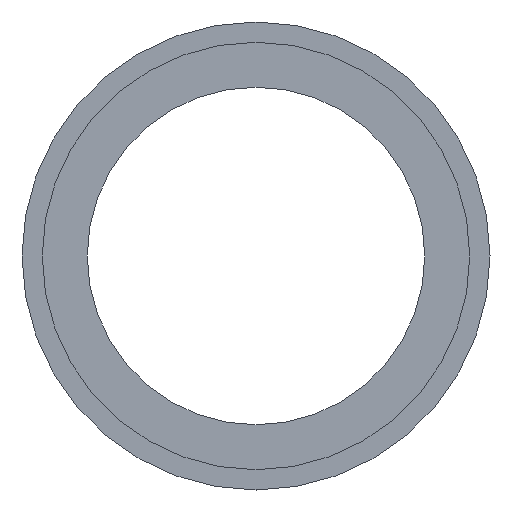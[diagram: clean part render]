
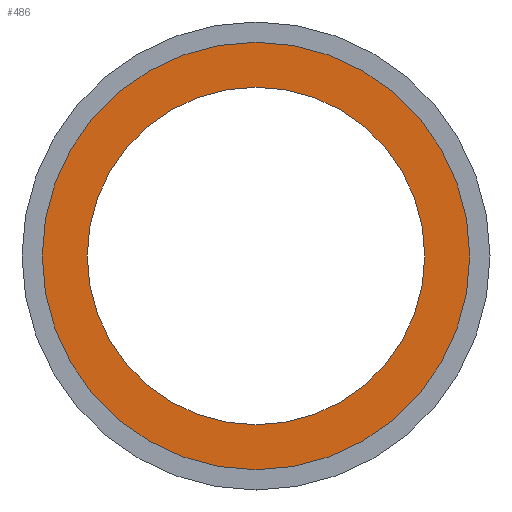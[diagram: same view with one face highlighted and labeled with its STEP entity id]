
A CAD part, front view. The second image highlights one B-rep face of the part: STEP entity #486.
In plain terms, the highlighted planar face has unit normal (0, -1, 0).
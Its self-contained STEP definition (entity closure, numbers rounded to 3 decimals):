
#59 = CIRCLE ( 'NONE', #134, 17.5 ) ;
#66 = DIRECTION ( 'NONE',  ( 0., 1., 0. ) ) ;
#80 = EDGE_LOOP ( 'NONE', ( #199, #380 ) ) ;
#84 = CARTESIAN_POINT ( 'NONE',  ( 17.5, 5.5, 0. ) ) ;
#95 = CARTESIAN_POINT ( 'NONE',  ( 0., 5.5, 0. ) ) ;
#120 = CARTESIAN_POINT ( 'NONE',  ( 0., 5.5, 0. ) ) ;
#126 = EDGE_CURVE ( 'NONE', #615, #372, #59, .T. ) ;
#134 = AXIS2_PLACEMENT_3D ( 'NONE', #524, #246, #433 ) ;
#149 = DIRECTION ( 'NONE',  ( 0., 1., 0. ) ) ;
#170 = DIRECTION ( 'NONE',  ( 0., 1., 0. ) ) ;
#183 = CIRCLE ( 'NONE', #539, 13.74 ) ;
#189 = CARTESIAN_POINT ( 'NONE',  ( -17.5, 5.5, 0. ) ) ;
#199 = ORIENTED_EDGE ( 'NONE', *, *, #559, .F. ) ;
#202 = DIRECTION ( 'NONE',  ( -1., 0., 0. ) ) ;
#220 = EDGE_LOOP ( 'NONE', ( #508, #308 ) ) ;
#221 = DIRECTION ( 'NONE',  ( -1., 0., 0. ) ) ;
#224 = AXIS2_PLACEMENT_3D ( 'NONE', #120, #66, #252 ) ;
#246 = DIRECTION ( 'NONE',  ( 0., 1., 0. ) ) ;
#252 = DIRECTION ( 'NONE',  ( -1., 0., 0. ) ) ;
#276 = CARTESIAN_POINT ( 'NONE',  ( 13.74, 5.5, 0. ) ) ;
#295 = VERTEX_POINT ( 'NONE', #276 ) ;
#308 = ORIENTED_EDGE ( 'NONE', *, *, #614, .T. ) ;
#310 = CIRCLE ( 'NONE', #604, 13.74 ) ;
#313 = FACE_OUTER_BOUND ( 'NONE', #80, .T. ) ;
#322 = DIRECTION ( 'NONE',  ( -1., 0., 0. ) ) ;
#344 = CIRCLE ( 'NONE', #224, 17.5 ) ;
#372 = VERTEX_POINT ( 'NONE', #189 ) ;
#380 = ORIENTED_EDGE ( 'NONE', *, *, #126, .F. ) ;
#392 = FACE_BOUND ( 'NONE', #220, .T. ) ;
#401 = CARTESIAN_POINT ( 'NONE',  ( 0., 5.5, 0. ) ) ;
#408 = EDGE_CURVE ( 'NONE', #418, #295, #310, .T. ) ;
#410 = CARTESIAN_POINT ( 'NONE',  ( -13.74, 5.5, 0. ) ) ;
#418 = VERTEX_POINT ( 'NONE', #410 ) ;
#425 = CARTESIAN_POINT ( 'NONE',  ( 13.74, 5.5, 0. ) ) ;
#433 = DIRECTION ( 'NONE',  ( -1., 0., 0. ) ) ;
#465 = AXIS2_PLACEMENT_3D ( 'NONE', #425, #149, #202 ) ;
#474 = PLANE ( 'NONE',  #465 ) ;
#486 = ADVANCED_FACE ( 'NONE', ( #313, #392 ), #474, .F. ) ;
#508 = ORIENTED_EDGE ( 'NONE', *, *, #408, .T. ) ;
#524 = CARTESIAN_POINT ( 'NONE',  ( 0., 5.5, 0. ) ) ;
#539 = AXIS2_PLACEMENT_3D ( 'NONE', #401, #170, #221 ) ;
#559 = EDGE_CURVE ( 'NONE', #372, #615, #344, .T. ) ;
#563 = DIRECTION ( 'NONE',  ( 0., 1., 0. ) ) ;
#604 = AXIS2_PLACEMENT_3D ( 'NONE', #95, #563, #322 ) ;
#614 = EDGE_CURVE ( 'NONE', #295, #418, #183, .T. ) ;
#615 = VERTEX_POINT ( 'NONE', #84 ) ;
